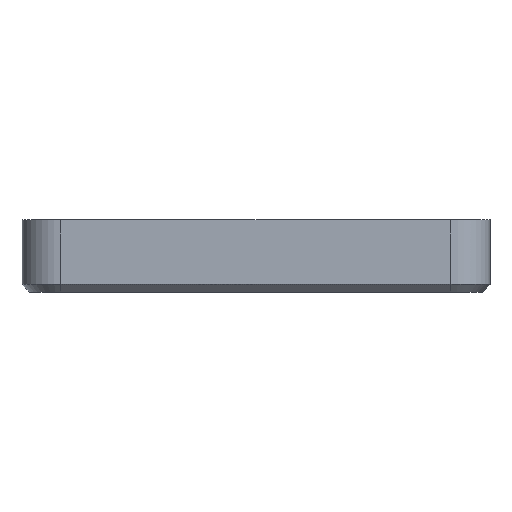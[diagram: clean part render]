
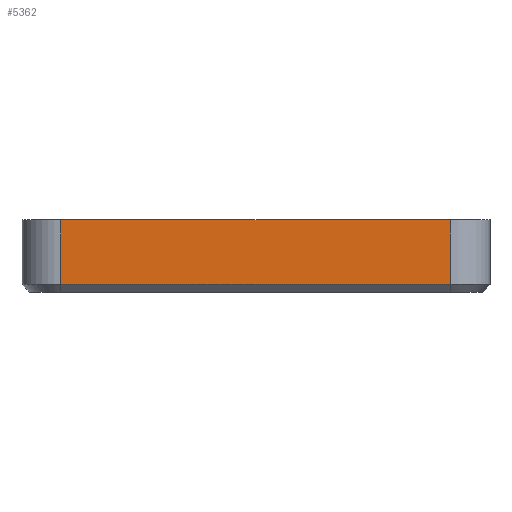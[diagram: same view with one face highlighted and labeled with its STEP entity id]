
A CAD part, front view. The second image highlights one B-rep face of the part: STEP entity #5362.
In plain terms, the highlighted planar face has unit normal (0, -1, 0).
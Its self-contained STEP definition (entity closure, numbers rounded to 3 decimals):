
#649=FACE_OUTER_BOUND('',#1015,.T.);
#1015=EDGE_LOOP('',(#4707,#4708,#4709,#4710));
#1411=LINE('',#8480,#1953);
#1569=LINE('',#8922,#2111);
#1570=LINE('',#8926,#2112);
#1571=LINE('',#8927,#2113);
#1953=VECTOR('',#6769,10.);
#2111=VECTOR('',#7251,10.);
#2112=VECTOR('',#7256,10.);
#2113=VECTOR('',#7257,10.);
#2486=VERTEX_POINT('',#8477);
#2487=VERTEX_POINT('',#8479);
#2600=VERTEX_POINT('',#8921);
#2601=VERTEX_POINT('',#8925);
#3108=EDGE_CURVE('',#2487,#2486,#1411,.T.);
#3318=EDGE_CURVE('',#2487,#2600,#1569,.T.);
#3320=EDGE_CURVE('',#2601,#2486,#1570,.T.);
#3321=EDGE_CURVE('',#2600,#2601,#1571,.T.);
#4707=ORIENTED_EDGE('',*,*,#3108,.T.);
#4708=ORIENTED_EDGE('',*,*,#3320,.F.);
#4709=ORIENTED_EDGE('',*,*,#3321,.F.);
#4710=ORIENTED_EDGE('',*,*,#3318,.F.);
#5080=PLANE('',#5835);
#5362=ADVANCED_FACE('',(#649),#5080,.T.);
#5835=AXIS2_PLACEMENT_3D('',#8924,#7254,#7255);
#6769=DIRECTION('',(-1.,0.,0.));
#7251=DIRECTION('',(0.,0.,-1.));
#7254=DIRECTION('center_axis',(0.,-1.,0.));
#7255=DIRECTION('ref_axis',(1.,0.,0.));
#7256=DIRECTION('',(0.,0.,1.));
#7257=DIRECTION('',(-1.,0.,0.));
#8477=CARTESIAN_POINT('',(147.625,-10.,18.5));
#8479=CARTESIAN_POINT('',(247.625,-10.,18.5));
#8480=CARTESIAN_POINT('',(167.625,-10.,18.5));
#8921=CARTESIAN_POINT('',(247.625,-10.,2.));
#8922=CARTESIAN_POINT('',(247.625,-10.,0.));
#8924=CARTESIAN_POINT('Origin',(137.625,-10.,0.));
#8925=CARTESIAN_POINT('',(147.625,-10.,2.));
#8926=CARTESIAN_POINT('',(147.625,-10.,0.));
#8927=CARTESIAN_POINT('',(167.625,-10.,2.));
